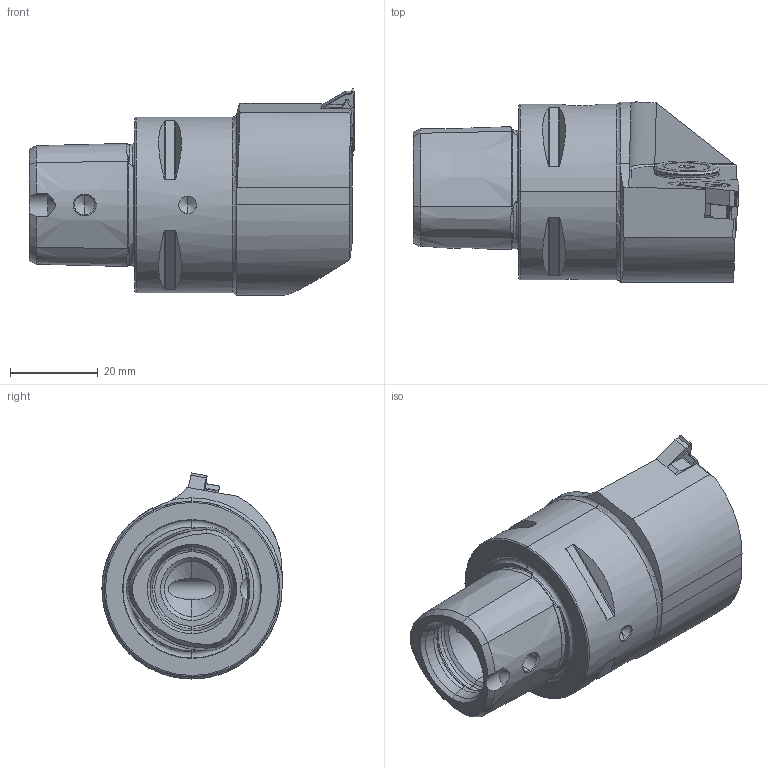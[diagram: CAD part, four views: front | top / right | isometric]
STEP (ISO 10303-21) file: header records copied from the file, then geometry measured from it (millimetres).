
FILE_DESCRIPTION (( 'STEP AP214' ), '1' );
FILE_NAME ('PS4.KGB.LGA.050-HP.STEP', '2020-02-05T12:39:35', ( '' ), ( '' ), 'SwSTEP 2.0', 'SolidWorks 2017', '' );
FILE_SCHEMA (( 'AUTOMOTIVE_DESIGN' ));
Length unit declared in the file: millimetre
Products named in the file (12): DIN 3771 - 13x1; CHP-ER1.015.006; CHP-ER1.008.011_A; WGB-ER2.001.012_A; WGB-ER2.102.003_A; ISO 8752 2x8; WGB-ER3.001.007_A; PS4.KGB.LGA.050-HP; CHP-ER1.015.006_A; DIN 7991 - M5x15; PS4-KGB.LGA.050-HP_A_Fertigbearbeitung; LT16ER
Assembly tree (11 placements, depth 3):
  PS4.KGB.LGA.050-HP
    PS4-KGB.LGA.050-HP_A_Fertigbearbeitung
    WGB-ER2.102.003_A
    WGB-ER3.001.007_A
    LT16ER
    WGB-ER2.001.012_A
    ISO 8752 2x8
    CHP-ER1.015.006
      CHP-ER1.015.006_A
      DIN 3771 - 13x1
      DIN 7991 - M5x15
    CHP-ER1.008.011_A
Bounding box: 74 x 41 x 46.91 mm (x, y, z)
Volume: 59988 mm3; surface area: 16927 mm2
Topology: 10 solids, 10 shells, 442 faces, 1058 edges, 632 vertices
Faces by surface type: cylinder 132, cone 127, plane 126, torus 57
Entity records: 14295 total; most frequent: CARTESIAN_POINT 3512, DIRECTION 2205, ORIENTED_EDGE 2072, EDGE_CURVE 1036, AXIS2_PLACEMENT_3D 880, VERTEX_POINT 632, EDGE_LOOP 476, LINE 445
